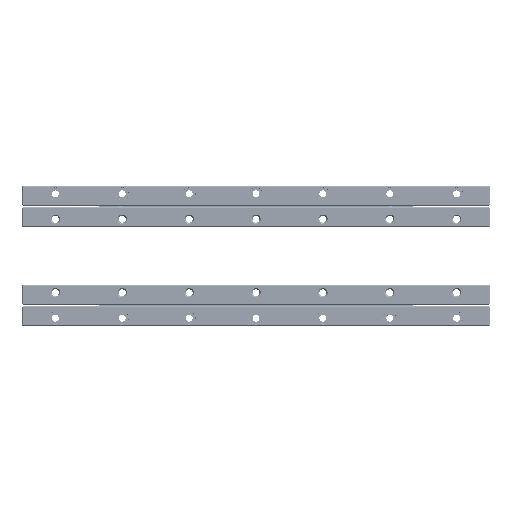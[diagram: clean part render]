
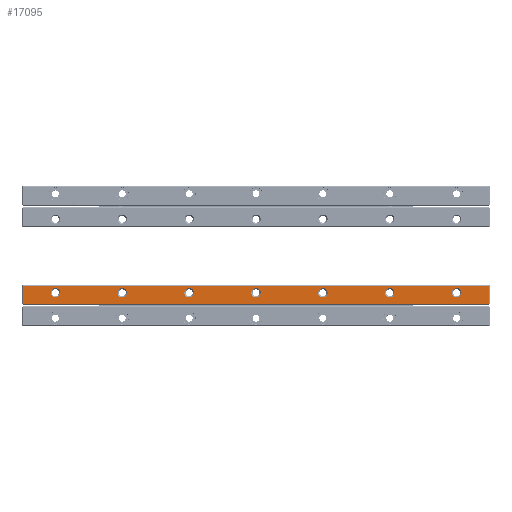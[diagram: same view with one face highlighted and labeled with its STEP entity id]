
A CAD part, top view. The second image highlights one B-rep face of the part: STEP entity #17095.
In plain terms, the highlighted planar face has unit normal (0, 0, 1).
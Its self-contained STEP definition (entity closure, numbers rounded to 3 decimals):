
#17095=ADVANCED_FACE('',(#32452,#32453,#32454,#32455,#32456,#32457,#32458,
#32459),#23483,.T.);
#23483=PLANE('',#129706);
#27225=CIRCLE('',#129699,3.525);
#27226=CIRCLE('',#129700,3.525);
#27227=CIRCLE('',#129701,3.525);
#27228=CIRCLE('',#129702,3.525);
#27229=CIRCLE('',#129703,3.525);
#27230=CIRCLE('',#129704,3.525);
#27231=CIRCLE('',#129705,3.525);
#32452=FACE_BOUND('',#35578,.T.);
#32453=FACE_BOUND('',#35579,.T.);
#32454=FACE_BOUND('',#35580,.T.);
#32455=FACE_BOUND('',#35581,.T.);
#32456=FACE_BOUND('',#35582,.T.);
#32457=FACE_BOUND('',#35583,.T.);
#32458=FACE_BOUND('',#35584,.T.);
#32459=FACE_BOUND('',#35585,.T.);
#35578=EDGE_LOOP('',(#45378));
#35579=EDGE_LOOP('',(#45379));
#35580=EDGE_LOOP('',(#45380));
#35581=EDGE_LOOP('',(#45381));
#35582=EDGE_LOOP('',(#45382));
#35583=EDGE_LOOP('',(#45383));
#35584=EDGE_LOOP('',(#45384));
#35585=EDGE_LOOP('',(#45385,#45386,#45387,#45388));
#45378=ORIENTED_EDGE('',*,*,#89816,.T.);
#45379=ORIENTED_EDGE('',*,*,#89817,.T.);
#45380=ORIENTED_EDGE('',*,*,#89818,.T.);
#45381=ORIENTED_EDGE('',*,*,#89819,.T.);
#45382=ORIENTED_EDGE('',*,*,#89820,.T.);
#45383=ORIENTED_EDGE('',*,*,#89821,.T.);
#45384=ORIENTED_EDGE('',*,*,#89822,.T.);
#45385=ORIENTED_EDGE('',*,*,#89823,.T.);
#45386=ORIENTED_EDGE('',*,*,#89824,.T.);
#45387=ORIENTED_EDGE('',*,*,#89825,.T.);
#45388=ORIENTED_EDGE('',*,*,#89826,.T.);
#77926=VERTEX_POINT('',#172104);
#77927=VERTEX_POINT('',#172106);
#77928=VERTEX_POINT('',#172108);
#77929=VERTEX_POINT('',#172110);
#77930=VERTEX_POINT('',#172112);
#77931=VERTEX_POINT('',#172114);
#77932=VERTEX_POINT('',#172116);
#77933=VERTEX_POINT('',#172118);
#77934=VERTEX_POINT('',#172119);
#77935=VERTEX_POINT('',#172121);
#77936=VERTEX_POINT('',#172123);
#89816=EDGE_CURVE('',#77926,#77926,#27225,.T.);
#89817=EDGE_CURVE('',#77927,#77927,#27226,.T.);
#89818=EDGE_CURVE('',#77928,#77928,#27227,.T.);
#89819=EDGE_CURVE('',#77929,#77929,#27228,.T.);
#89820=EDGE_CURVE('',#77930,#77930,#27229,.T.);
#89821=EDGE_CURVE('',#77931,#77931,#27230,.T.);
#89822=EDGE_CURVE('',#77932,#77932,#27231,.T.);
#89823=EDGE_CURVE('',#77933,#77934,#106369,.T.);
#89824=EDGE_CURVE('',#77934,#77935,#106370,.T.);
#89825=EDGE_CURVE('',#77935,#77936,#106371,.T.);
#89826=EDGE_CURVE('',#77936,#77933,#106372,.T.);
#106369=LINE('',#172117,#118237);
#106370=LINE('',#172120,#118238);
#106371=LINE('',#172122,#118239);
#106372=LINE('',#172124,#118240);
#118237=VECTOR('',#139870,1.);
#118238=VECTOR('',#139871,1.);
#118239=VECTOR('',#139872,1.);
#118240=VECTOR('',#139873,1.);
#129699=AXIS2_PLACEMENT_3D('',#172103,#139856,#139857);
#129700=AXIS2_PLACEMENT_3D('',#172105,#139858,#139859);
#129701=AXIS2_PLACEMENT_3D('',#172107,#139860,#139861);
#129702=AXIS2_PLACEMENT_3D('',#172109,#139862,#139863);
#129703=AXIS2_PLACEMENT_3D('',#172111,#139864,#139865);
#129704=AXIS2_PLACEMENT_3D('',#172113,#139866,#139867);
#129705=AXIS2_PLACEMENT_3D('',#172115,#139868,#139869);
#129706=AXIS2_PLACEMENT_3D('',#172125,#139874,#139875);
#139856=DIRECTION('',(0.,0.,-1.));
#139857=DIRECTION('',(1.,0.,0.));
#139858=DIRECTION('',(0.,0.,-1.));
#139859=DIRECTION('',(1.,0.,0.));
#139860=DIRECTION('',(0.,0.,-1.));
#139861=DIRECTION('',(1.,0.,0.));
#139862=DIRECTION('',(0.,0.,-1.));
#139863=DIRECTION('',(1.,0.,0.));
#139864=DIRECTION('',(0.,0.,-1.));
#139865=DIRECTION('',(1.,0.,0.));
#139866=DIRECTION('',(0.,0.,-1.));
#139867=DIRECTION('',(1.,0.,0.));
#139868=DIRECTION('',(0.,0.,-1.));
#139869=DIRECTION('',(1.,0.,0.));
#139870=DIRECTION('',(-1.,0.,0.));
#139871=DIRECTION('',(0.,-1.,0.));
#139872=DIRECTION('',(1.,0.,0.));
#139873=DIRECTION('',(0.,1.,0.));
#139874=DIRECTION('',(0.,0.,1.));
#139875=DIRECTION('',(-1.,0.,0.));
#172103=CARTESIAN_POINT('',(325.,25.,15.));
#172104=CARTESIAN_POINT('',(328.525,25.,15.));
#172105=CARTESIAN_POINT('',(275.,25.,15.));
#172106=CARTESIAN_POINT('',(278.525,25.,15.));
#172107=CARTESIAN_POINT('',(225.,25.,15.));
#172108=CARTESIAN_POINT('',(228.525,25.,15.));
#172109=CARTESIAN_POINT('',(175.,25.,15.));
#172110=CARTESIAN_POINT('',(178.525,25.,15.));
#172111=CARTESIAN_POINT('',(125.,25.,15.));
#172112=CARTESIAN_POINT('',(128.525,25.,15.));
#172113=CARTESIAN_POINT('',(75.,25.,15.));
#172114=CARTESIAN_POINT('',(78.525,25.,15.));
#172115=CARTESIAN_POINT('',(25.,25.,15.));
#172116=CARTESIAN_POINT('',(28.525,25.,15.));
#172117=CARTESIAN_POINT('',(175.,30.25,15.));
#172118=CARTESIAN_POINT('',(349.275,30.25,15.));
#172119=CARTESIAN_POINT('',(0.725,30.25,15.));
#172120=CARTESIAN_POINT('',(0.725,23.55,15.));
#172121=CARTESIAN_POINT('',(0.725,16.85,15.));
#172122=CARTESIAN_POINT('',(175.,16.85,15.));
#172123=CARTESIAN_POINT('',(349.275,16.85,15.));
#172124=CARTESIAN_POINT('',(349.275,23.55,15.));
#172125=CARTESIAN_POINT('',(175.,23.55,15.));
